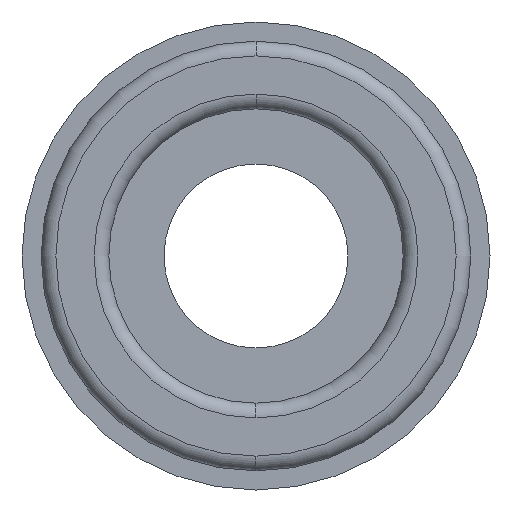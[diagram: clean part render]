
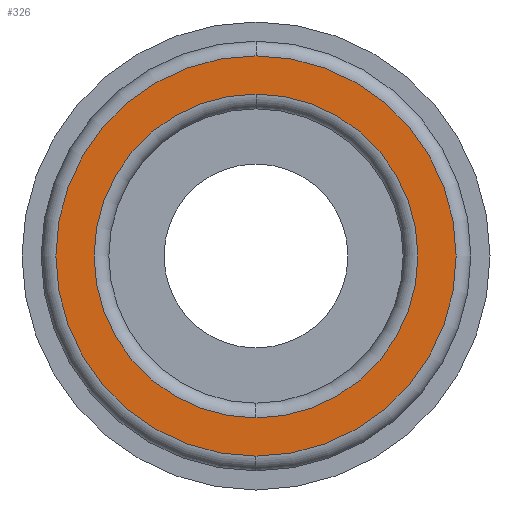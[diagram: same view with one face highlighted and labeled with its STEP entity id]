
A CAD part, front view. The second image highlights one B-rep face of the part: STEP entity #326.
In plain terms, the highlighted planar face has unit normal (0, -1, 0).
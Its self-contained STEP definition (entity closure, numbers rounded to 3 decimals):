
#13 = VERTEX_POINT ( 'NONE', #171 ) ;
#16 = DIRECTION ( 'NONE',  ( 0., -1., 0. ) ) ;
#74 = DIRECTION ( 'NONE',  ( 0., 0., 1. ) ) ;
#102 = EDGE_CURVE ( 'NONE', #785, #587, #426, .T. ) ;
#133 = CIRCLE ( 'NONE', #1061, 6.8 ) ;
#144 = DIRECTION ( 'NONE',  ( 0., -1., 0. ) ) ;
#171 = CARTESIAN_POINT ( 'NONE',  ( 0., -42.5, -5.5 ) ) ;
#180 = CARTESIAN_POINT ( 'NONE',  ( 0., -42.5, 0. ) ) ;
#253 = CARTESIAN_POINT ( 'NONE',  ( 0., -42.5, 0. ) ) ;
#275 = FACE_BOUND ( 'NONE', #714, .T. ) ;
#305 = CARTESIAN_POINT ( 'NONE',  ( 0., -42.5, 6.8 ) ) ;
#310 = FACE_OUTER_BOUND ( 'NONE', #779, .T. ) ;
#326 = ADVANCED_FACE ( 'NONE', ( #275, #310 ), #327, .T. ) ;
#327 = PLANE ( 'NONE',  #619 ) ;
#332 = DIRECTION ( 'NONE',  ( 0., 1., 0. ) ) ;
#336 = DIRECTION ( 'NONE',  ( 0., 0., 1. ) ) ;
#347 = DIRECTION ( 'NONE',  ( 0., 1., 0. ) ) ;
#426 = CIRCLE ( 'NONE', #942, 6.8 ) ;
#434 = CARTESIAN_POINT ( 'NONE',  ( 0., -42.5, 5.5 ) ) ;
#469 = VERTEX_POINT ( 'NONE', #434 ) ;
#505 = EDGE_CURVE ( 'NONE', #587, #785, #133, .T. ) ;
#509 = EDGE_CURVE ( 'NONE', #13, #469, #1031, .T. ) ;
#515 = CARTESIAN_POINT ( 'NONE',  ( 0., -42.5, -6.8 ) ) ;
#532 = DIRECTION ( 'NONE',  ( 0., 0., 1. ) ) ;
#557 = DIRECTION ( 'NONE',  ( 0., -1., 0. ) ) ;
#561 = CIRCLE ( 'NONE', #709, 5.5 ) ;
#587 = VERTEX_POINT ( 'NONE', #305 ) ;
#619 = AXIS2_PLACEMENT_3D ( 'NONE', #1084, #557, #74 ) ;
#705 = CARTESIAN_POINT ( 'NONE',  ( 0., -42.5, 0. ) ) ;
#709 = AXIS2_PLACEMENT_3D ( 'NONE', #253, #16, #336 ) ;
#714 = EDGE_LOOP ( 'NONE', ( #839, #983 ) ) ;
#721 = ORIENTED_EDGE ( 'NONE', *, *, #505, .F. ) ;
#727 = ORIENTED_EDGE ( 'NONE', *, *, #102, .F. ) ;
#779 = EDGE_LOOP ( 'NONE', ( #721, #727 ) ) ;
#785 = VERTEX_POINT ( 'NONE', #515 ) ;
#798 = DIRECTION ( 'NONE',  ( 0., 0., 1. ) ) ;
#839 = ORIENTED_EDGE ( 'NONE', *, *, #991, .F. ) ;
#920 = CARTESIAN_POINT ( 'NONE',  ( 0., -42.5, 0. ) ) ;
#923 = DIRECTION ( 'NONE',  ( 0., 0., 1. ) ) ;
#942 = AXIS2_PLACEMENT_3D ( 'NONE', #920, #347, #923 ) ;
#983 = ORIENTED_EDGE ( 'NONE', *, *, #509, .F. ) ;
#991 = EDGE_CURVE ( 'NONE', #469, #13, #561, .T. ) ;
#1031 = CIRCLE ( 'NONE', #1091, 5.5 ) ;
#1061 = AXIS2_PLACEMENT_3D ( 'NONE', #180, #332, #798 ) ;
#1084 = CARTESIAN_POINT ( 'NONE',  ( 0., -42.5, 0. ) ) ;
#1091 = AXIS2_PLACEMENT_3D ( 'NONE', #705, #144, #532 ) ;
